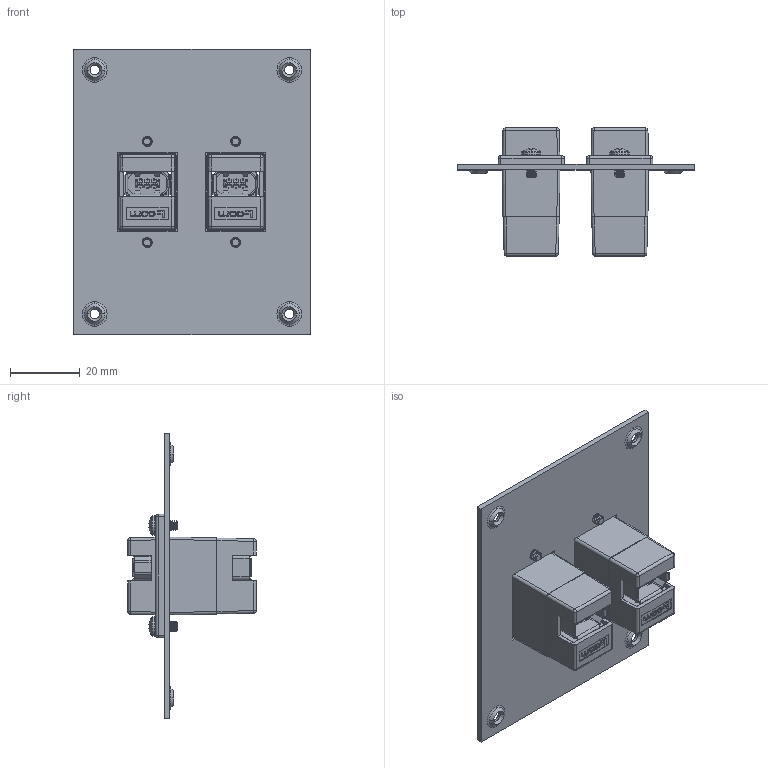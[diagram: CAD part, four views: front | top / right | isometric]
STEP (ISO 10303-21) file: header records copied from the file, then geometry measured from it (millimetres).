
FILE_DESCRIPTION (( 'STEP AP214' ), '1' );
FILE_NAME ('USP2ECF-94MSB.STEP', '2017-05-31T14:30:44', ( 'L-Com' ), ( 'L-Com Global Connectivity' ), 'SwSTEP 2.0', 'SolidWorks 2014', '' );
FILE_SCHEMA (( 'AUTOMOTIVE_DESIGN' ));
Length unit declared in the file: inch
Products named in the file (9): 3AC11-012_DIFFERENT CONN; 1AA13-099_NEW PIN ORIENTATION; 1BC01-021; 1AG01-028_TYPE A; 1AR06-001; USP2ECF-94MSB; 1AJ02-013_90272A106; ECF504-94MS_SUZHOU; 1AG01-030_TYPE B
Assembly tree (13 placements, depth 4):
  USP2ECF-94MSB
    1AR06-001
    ECF504-94MS_SUZHOU  x2
      1AG01-028_TYPE A
      3AC11-012_DIFFERENT CONN
        1BC01-021
        1AA13-099_NEW PIN ORIENTATION  x2
      1AG01-030_TYPE B
    1AJ02-013_90272A106  x4
Bounding box: 68.07 x 36.83 x 82.04 mm (x, y, z)
Volume: 22294.4 mm3; surface area: 33331.5 mm2
Topology: 15 solids, 15 shells, 4506 faces, 12602 edges, 8312 vertices
Faces by surface type: plane 3038, cylinder 938, bspline 382, cone 60, torus 48, sphere 40
Entity records: 60178 total; most frequent: CARTESIAN_POINT 17174, ORIENTED_EDGE 8974, DIRECTION 7426, EDGE_CURVE 4487, VECTOR 3260, LINE 3260, VERTEX_POINT 2955, AXIS2_PLACEMENT_3D 2083
